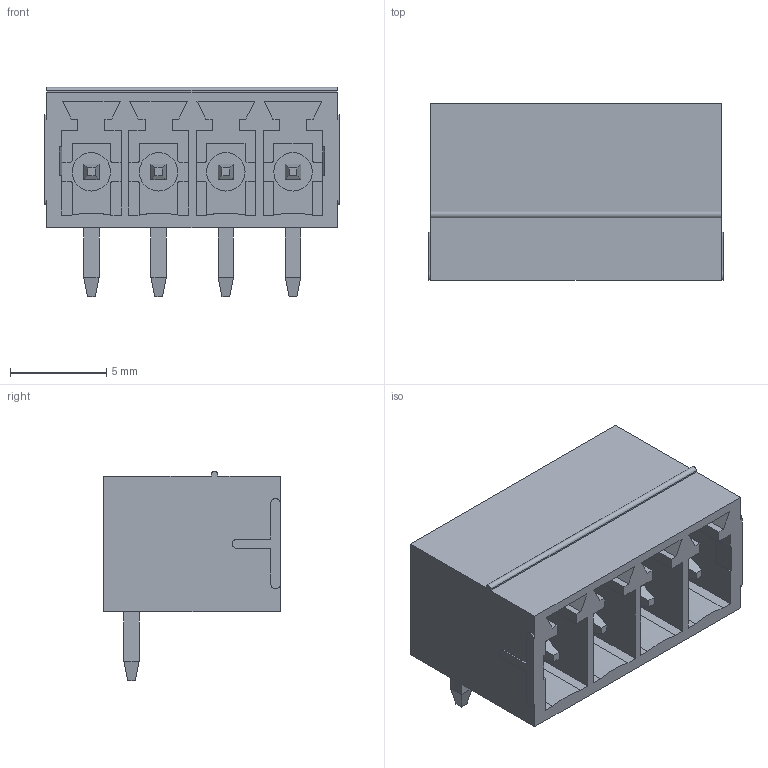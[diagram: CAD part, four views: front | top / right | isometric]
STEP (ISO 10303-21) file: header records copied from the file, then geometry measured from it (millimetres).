
FILE_DESCRIPTION(('FreeCAD Model'),'2;1');
FILE_NAME('4er Phoenix Buchse.step' ,'2017-05-19T16:50:03',('kicad StepUp'),('ksu MCAD'), 'Open CASCADE STEP processor 6.8','FreeCAD','Unknown');
FILE_SCHEMA(('AUTOMOTIVE_DESIGN_CC2 { 1 2 10303 214 -1 1 5 4 }'));
Length unit declared in the file: millimetre
Products named in the file (1): 4er_Phoenix_Buchse
Bounding box: 15.35 x 9.2 x 10.9 mm (x, y, z)
Volume: 486.7 mm3; surface area: 1497.2 mm2
Topology: 1 solids, 1 shells, 300 faces, 810 edges, 524 vertices
Faces by surface type: plane 261, cylinder 39
Full cylindrical faces by diameter (mm): 2 x4
Entity records: 11349 total; most frequent: CARTESIAN_POINT 1635, ORIENTED_EDGE 1620, DIRECTION 1498, EDGE_CURVE 810, LINE 724, VECTOR 724, VERTEX_POINT 524, AXIS2_PLACEMENT_3D 387
